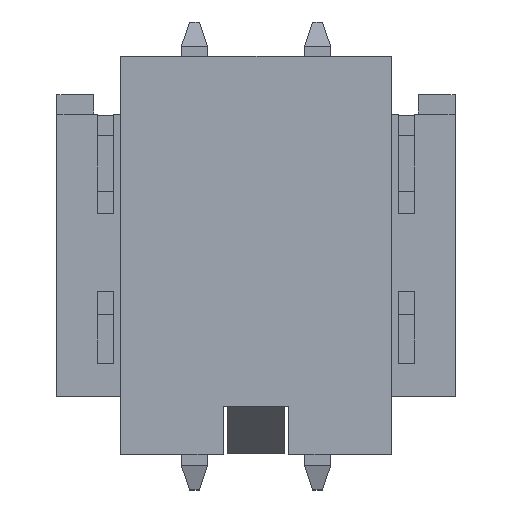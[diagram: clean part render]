
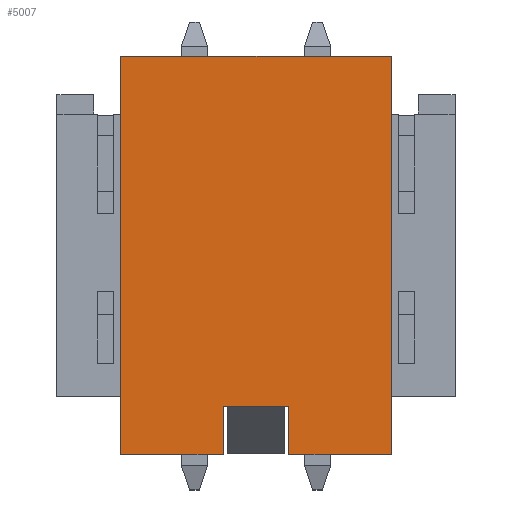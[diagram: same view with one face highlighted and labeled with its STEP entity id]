
A CAD part, top view. The second image highlights one B-rep face of the part: STEP entity #5007.
In plain terms, the highlighted planar face has unit normal (0, 0, 1).
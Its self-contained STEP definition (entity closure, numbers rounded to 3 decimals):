
#1293=ORIENTED_EDGE('',*,*,#2116,.F.);
#1294=ORIENTED_EDGE('',*,*,#2117,.T.);
#1295=ORIENTED_EDGE('',*,*,#2118,.T.);
#1296=ORIENTED_EDGE('',*,*,#2115,.T.);
#1297=ORIENTED_EDGE('',*,*,#2119,.T.);
#1298=ORIENTED_EDGE('',*,*,#2120,.F.);
#1299=ORIENTED_EDGE('',*,*,#2121,.F.);
#1300=ORIENTED_EDGE('',*,*,#2109,.T.);
#2109=EDGE_CURVE('',#2621,#2620,#3269,.T.);
#2115=EDGE_CURVE('',#2623,#2626,#3275,.T.);
#2116=EDGE_CURVE('',#2627,#2620,#3276,.T.);
#2117=EDGE_CURVE('',#2627,#2628,#3277,.T.);
#2118=EDGE_CURVE('',#2628,#2623,#3278,.T.);
#2119=EDGE_CURVE('',#2626,#2629,#3279,.T.);
#2120=EDGE_CURVE('',#2630,#2629,#3280,.T.);
#2121=EDGE_CURVE('',#2621,#2630,#3281,.T.);
#2620=VERTEX_POINT('',#7808);
#2621=VERTEX_POINT('',#7810);
#2623=VERTEX_POINT('',#7816);
#2626=VERTEX_POINT('',#7821);
#2627=VERTEX_POINT('',#7825);
#2628=VERTEX_POINT('',#7827);
#2629=VERTEX_POINT('',#7830);
#2630=VERTEX_POINT('',#7832);
#3269=LINE('',#7809,#3957);
#3275=LINE('',#7822,#3963);
#3276=LINE('',#7824,#3964);
#3277=LINE('',#7826,#3965);
#3278=LINE('',#7828,#3966);
#3279=LINE('',#7829,#3967);
#3280=LINE('',#7831,#3968);
#3281=LINE('',#7833,#3969);
#3957=VECTOR('',#6395,1000.);
#3963=VECTOR('',#6403,1000.);
#3964=VECTOR('',#6406,1000.);
#3965=VECTOR('',#6407,1000.);
#3966=VECTOR('',#6408,1000.);
#3967=VECTOR('',#6409,1000.);
#3968=VECTOR('',#6410,1000.);
#3969=VECTOR('',#6411,1000.);
#4278=EDGE_LOOP('',(#1293,#1294,#1295,#1296,#1297,#1298,#1299,#1300));
#4532=FACE_BOUND('',#4278,.T.);
#4765=PLANE('',#5322);
#5007=ADVANCED_FACE('',(#4532),#4765,.F.);
#5322=AXIS2_PLACEMENT_3D('',#7823,#6404,#6405);
#6395=DIRECTION('',(0.,1.,0.));
#6403=DIRECTION('',(0.,1.,0.));
#6404=DIRECTION('',(0.,0.,-1.));
#6405=DIRECTION('',(-1.,0.,0.));
#6406=DIRECTION('',(1.,0.,0.));
#6407=DIRECTION('',(0.,1.,0.));
#6408=DIRECTION('',(1.,0.,0.));
#6409=DIRECTION('',(-1.,0.,0.));
#6410=DIRECTION('',(0.,1.,0.));
#6411=DIRECTION('',(-1.,0.,0.));
#7808=CARTESIAN_POINT('',(4.85,-0.8,4.4));
#7809=CARTESIAN_POINT('',(4.85,-3.3,4.4));
#7810=CARTESIAN_POINT('',(4.85,-3.3,4.4));
#7816=CARTESIAN_POINT('',(4.85,0.8,4.4));
#7821=CARTESIAN_POINT('',(4.85,3.3,4.4));
#7822=CARTESIAN_POINT('',(4.85,-3.3,4.4));
#7823=CARTESIAN_POINT('',(4.85,-3.3,4.4));
#7824=CARTESIAN_POINT('',(3.68,-0.8,4.4));
#7825=CARTESIAN_POINT('',(3.68,-0.8,4.4));
#7826=CARTESIAN_POINT('',(3.68,-0.8,4.4));
#7827=CARTESIAN_POINT('',(3.68,0.8,4.4));
#7828=CARTESIAN_POINT('',(3.68,0.8,4.4));
#7829=CARTESIAN_POINT('',(4.85,3.3,4.4));
#7830=CARTESIAN_POINT('',(-4.85,3.3,4.4));
#7831=CARTESIAN_POINT('',(-4.85,-3.3,4.4));
#7832=CARTESIAN_POINT('',(-4.85,-3.3,4.4));
#7833=CARTESIAN_POINT('',(4.85,-3.3,4.4));
